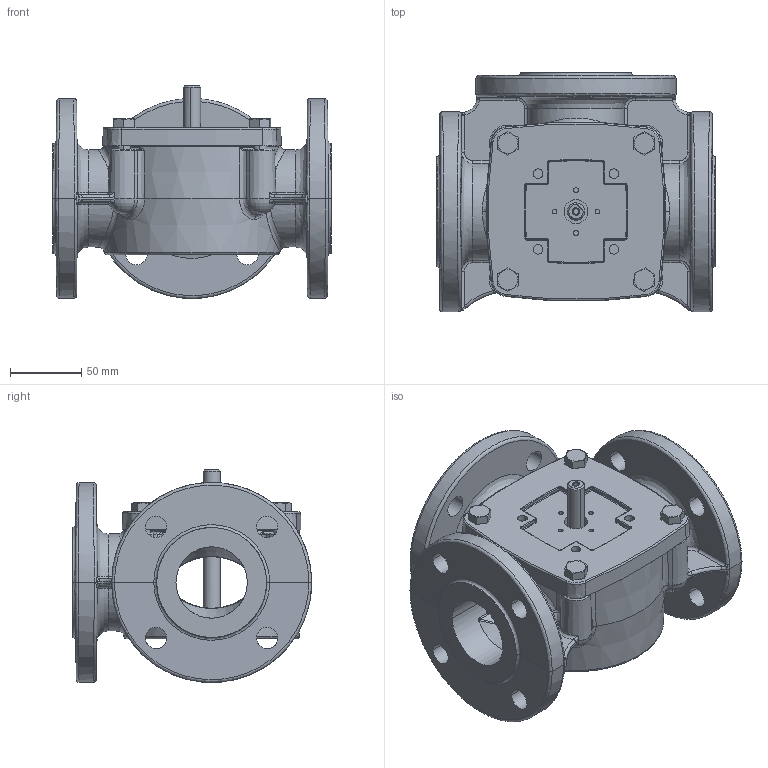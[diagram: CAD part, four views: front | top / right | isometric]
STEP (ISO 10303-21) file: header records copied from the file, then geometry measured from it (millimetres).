
FILE_DESCRIPTION(('CATIA V5 STEP Exchange'),'2;1');
FILE_NAME('3F50.stp','2013-01-22T08:27:13+00:00',('none'),('none'),'CATIA Version 5 Release 20 SP 6 (IN-10)','CATIA V5 STEP AP203','none');
FILE_SCHEMA(('CONFIG_CONTROL_DESIGN'));
Length unit declared in the file: millimetre
Products named in the file (1): 3F50
Assembly tree (7 placements, depth 2):
  3F50
    #58
    #32946
    #33323
    #47719  x4
Bounding box: 195 x 167.5 x 148.75 mm (x, y, z)
Volume: 1185828.4 mm3; surface area: 262333.8 mm2
Topology: 7 solids, 7 shells, 956 faces, 2275 edges, 1309 vertices
Faces by surface type: bspline 300, cylinder 269, plane 166, torus 118, cone 65, sphere 34, revolution 4
Entity records: 48303 total; most frequent: CARTESIAN_POINT 31320, ORIENTED_EDGE 4192, EDGE_CURVE 2096, DIRECTION 2050, VERTEX_POINT 1231, AXIS2_PLACEMENT_3D 1119, B_SPLINE_CURVE_WITH_KNOTS 1066, EDGE_LOOP 971
